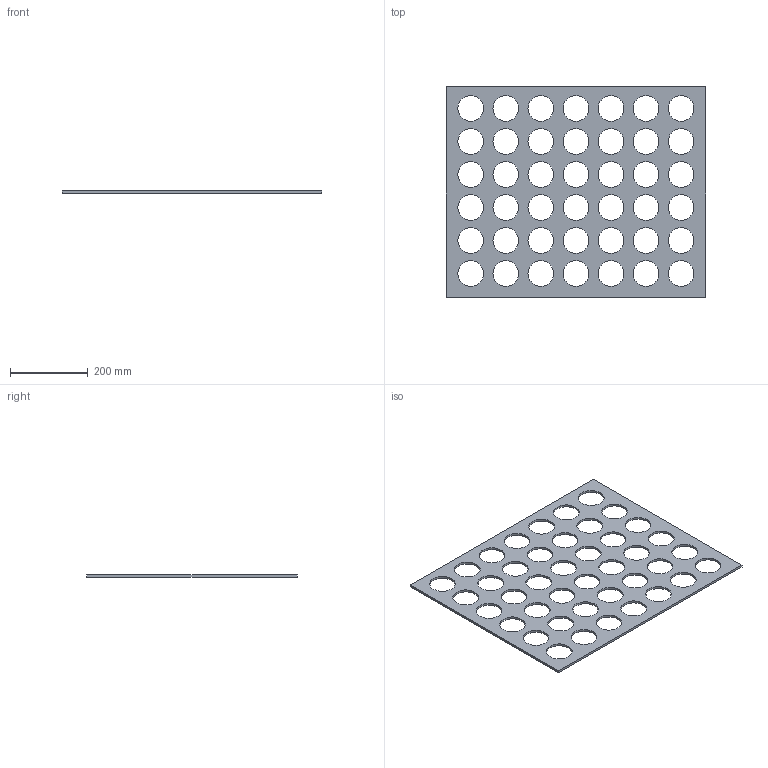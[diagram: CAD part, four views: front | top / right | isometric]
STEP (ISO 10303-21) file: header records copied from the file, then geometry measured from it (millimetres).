
FILE_DESCRIPTION (( 'STEP AP203' ), '1' );
FILE_NAME ('Plaque2.STEP', '2019-10-16T13:56:23', ( '' ), ( '' ), 'SwSTEP 2.0', 'SolidWorks 2018', '' );
FILE_SCHEMA (( 'CONFIG_CONTROL_DESIGN' ));
Length unit declared in the file: millimetre
Products named in the file (1): Plaque2
Bounding box: 665 x 540 x 6 mm (x, y, z)
Volume: 1292459 mm3; surface area: 497530.6 mm2
Topology: 1 solids, 1 shells, 90 faces, 264 edges, 176 vertices
Faces by surface type: cylinder 84, plane 6
Entity records: 3341 total; most frequent: DIRECTION 614, CARTESIAN_POINT 531, ORIENTED_EDGE 528, EDGE_CURVE 264, AXIS2_PLACEMENT_3D 259, VERTEX_POINT 176, EDGE_LOOP 174, CIRCLE 168
